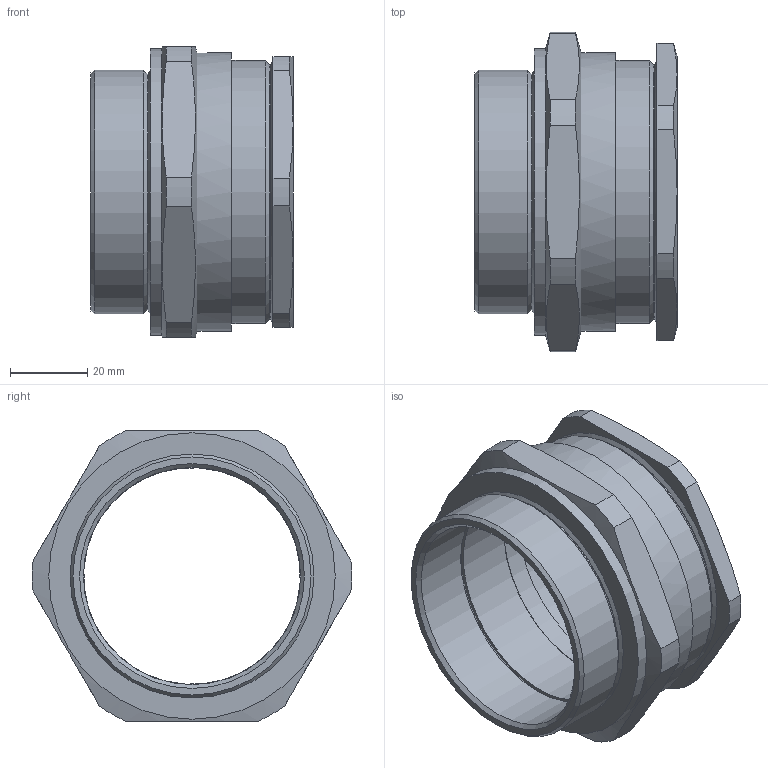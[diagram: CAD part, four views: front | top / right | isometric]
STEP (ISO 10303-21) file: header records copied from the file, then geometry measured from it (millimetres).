
FILE_DESCRIPTION (( 'STEP AP203' ), '1' );
FILE_NAME ('63A21RA.STEP', '2016-04-25T15:16:25', ( 'bel-it' ), ( '' ), 'SwSTEP 2.0', 'SolidWorks 2014', '' );
FILE_SCHEMA (( 'CONFIG_CONTROL_DESIGN' ));
Length unit declared in the file: millimetre
Products named in the file (1): 63A21RA
Bounding box: 52.25 x 82.46 x 75 mm (x, y, z)
Surface area: 31423.8 mm2 (no closed solid volume)
Topology: 0 solids, 4 shells, 60 faces, 288 edges, 236 vertices
Faces by surface type: cylinder 21, plane 20, cone 18, torus 1
Full cylindrical faces by diameter (mm): 56 x1, 56.1 x1, 60.1 x1, 60.971 x1, 63 x1, 65.718 x1, 68 x1, 72 x1, 74 x1
Entity records: 4192 total; most frequent: CARTESIAN_POINT 2091, ORIENTED_EDGE 371, DIRECTION 338, EDGE_CURVE 263, VERTEX_POINT 233, AXIS2_PLACEMENT_3D 123, B_SPLINE_CURVE_WITH_KNOTS 109, EDGE_LOOP 107
